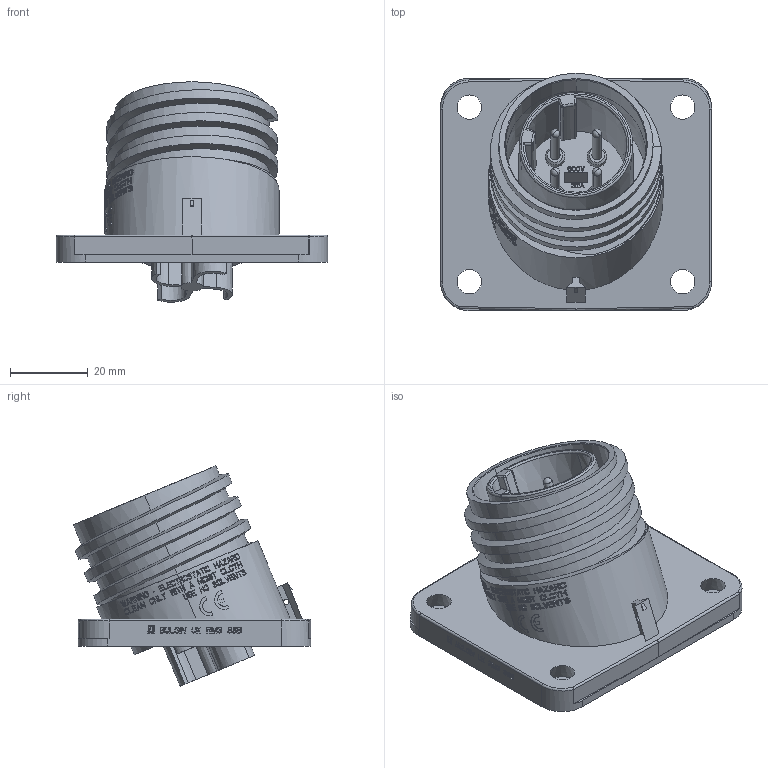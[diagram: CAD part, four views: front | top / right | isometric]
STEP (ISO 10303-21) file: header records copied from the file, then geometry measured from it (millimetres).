
FILE_DESCRIPTION(('STEP AP242'),'1');
FILE_NAME('px0941-04-p.stp','2024-03-14T09:30:38',('TraceParts'),('TraceParts S.A.'),'Spatial InterOp 3D',' ',' ');
FILE_SCHEMA(('AP242_MANAGED_MODEL_BASED_3D_ENGINEERING_MIM_LF {1 0 10303 442 1 1 4}'));
Length unit declared in the file: millimetre
Products named in the file (1): px0941-04-p
Bounding box: 70 x 61.21 x 56.87 mm (x, y, z)
Volume: 51635.5 mm3; surface area: 29700.8 mm2
Topology: 1 solids, 1 shells, 3320 faces, 9248 edges, 6126 vertices
Faces by surface type: plane 2978, cylinder 223, cone 75, sphere 21, torus 13, bspline 10
Entity records: 112780 total; most frequent: CARTESIAN_POINT 29822, ORIENTED_EDGE 18448, DIRECTION 15250, EDGE_CURVE 9224, LINE 6616, VECTOR 6616, VERTEX_POINT 6126, AXIS2_PLACEMENT_3D 4317
